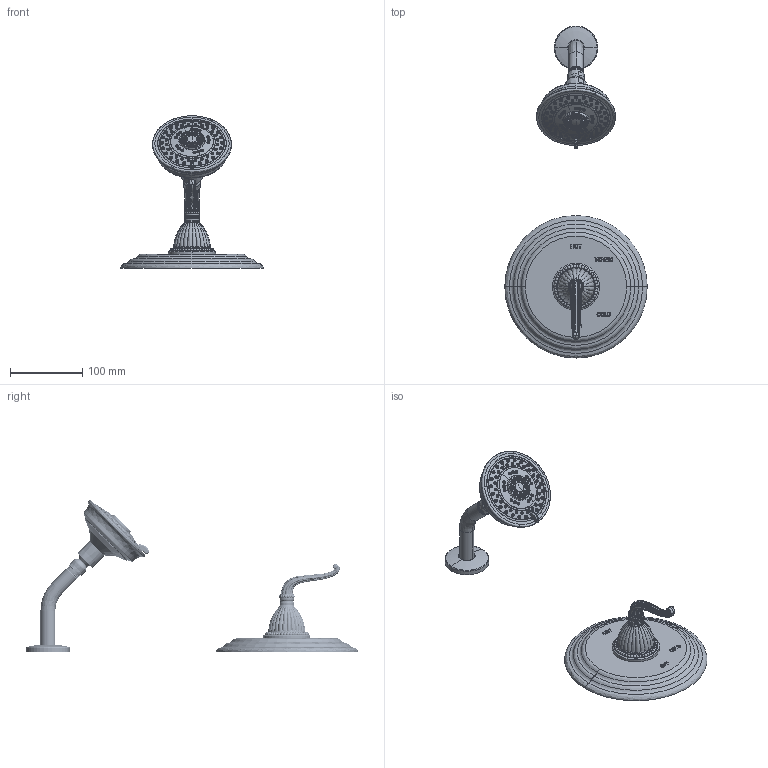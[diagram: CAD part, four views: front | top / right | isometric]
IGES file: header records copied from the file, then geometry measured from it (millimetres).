
Start section:  PTC IGES file: 3-1094bp.igs
Global section: file name: 3-1094bp.igs; native system: Creo Parametric by PTC Inc.; preprocessor: 2018400; author: jinson.thomas; organization: Unknown; date: 20210526.171504; units: inch
Bounding box: 196.85 x 458.85 x 210.63 mm (x, y, z)
Volume: 862818.7 mm3; surface area: 127619.1 mm2
Topology: 2 solids, 2 shells, 4372 faces, 11849 edges, 7611 vertices
Faces by surface type: bspline 2155, revolution 2137, extrusion 80
